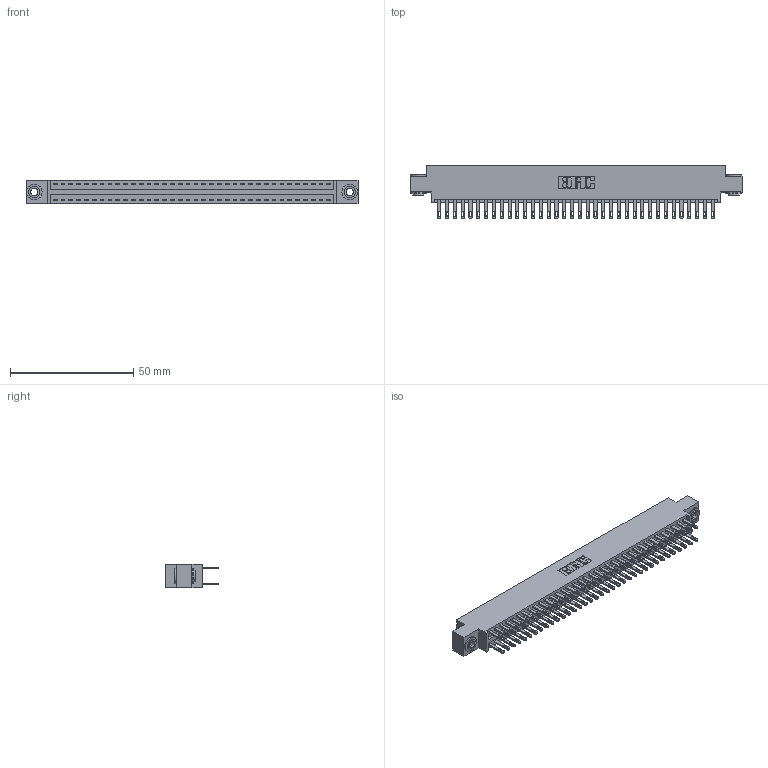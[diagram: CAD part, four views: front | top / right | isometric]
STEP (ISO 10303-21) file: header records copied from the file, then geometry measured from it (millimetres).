
FILE_DESCRIPTION (( 'STEP AP203' ), '1' );
FILE_NAME ('896-072-500-803.STEP', '2021-07-28T01:25:26', ( '' ), ( '' ), 'SwSTEP 2.0', 'SolidWorks 2020', '' );
FILE_SCHEMA (( 'CONFIG_CONTROL_DESIGN' ));
Length unit declared in the file: inch
Products named in the file (4): 345-250-002_345-250-002-102; 846 Part_0.170 Offset - 0.156 Dia-TH; 896-072-500-803; 345-292-001_345-293-100
Assembly tree (75 placements, depth 2):
  896-072-500-803
    846 Part_0.170 Offset - 0.156 Dia-TH
    345-292-001_345-293-100  x72
    345-250-002_345-250-002-102  x2
Bounding box: 134.87 x 21.84 x 9.4 mm (x, y, z)
Volume: 13190.1 mm3; surface area: 19183.7 mm2
Topology: 75 solids, 75 shells, 3620 faces, 11001 edges, 7330 vertices
Faces by surface type: plane 2178, cylinder 1434, cone 8
Entity records: 25014 total; most frequent: CARTESIAN_POINT 4107, ORIENTED_EDGE 4034, DIRECTION 3703, EDGE_CURVE 2017, LINE 1713, VECTOR 1713, VERTEX_POINT 1342, AXIS2_PLACEMENT_3D 995
